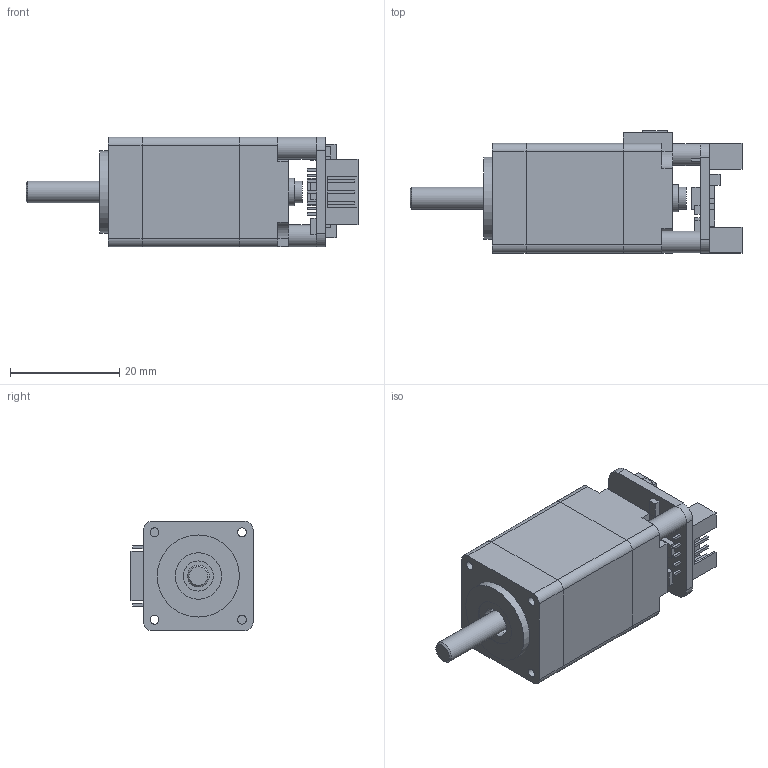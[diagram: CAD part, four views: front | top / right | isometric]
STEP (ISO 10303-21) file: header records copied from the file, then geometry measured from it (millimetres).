
FILE_DESCRIPTION(/* description */ (''),/* implementation_level */ '2;1');
FILE_NAME(/* name */ 'Zusammenbau v19.step',/* time_stamp */ '2019-05-15T16:23:22+02:00',/* author */ ('jakob.buesch'),/* organization */ (''),/* preprocessor_version */ 'ST-DEVELOPER v18',/* originating_system */ 'Autodesk Translation Framework v8.2.0.1029',/* authorisation */ '');
FILE_SCHEMA (('AUTOMOTIVE_DESIGN { 1 0 10303 214 3 1 1 }'));
Length unit declared in the file: millimetre
Products named in the file (6): Zusammenbau; Magnet; TMCM1210; Magnethülse_2_TMCM1210; Abstandshülse 7mm; 20SH33
Assembly tree (6 placements, depth 2):
  Zusammenbau
    Magnet
    TMCM1210
    Magnethülse_2_TMCM1210
    Abstandshülse 7mm  x2
    20SH33
Bounding box: 60.65 x 22.3 x 20 mm (x, y, z)
Volume: 11938 mm3; surface area: 10362 mm2
Topology: 32 solids, 32 shells, 270 faces, 608 edges, 409 vertices
Faces by surface type: plane 213, cylinder 53, cone 4
Full cylindrical faces by diameter (mm): 1.5 x2, 1.6 x12, 2.1 x2, 2.5 x2, 4 x6, 5 x1, 5.5 x1, 6.5 x1, 8.5 x1, 9 x3, 12 x1, 15 x1
Entity records: 7699 total; most frequent: CARTESIAN_POINT 1285, DIRECTION 1279, ORIENTED_EDGE 1202, EDGE_CURVE 601, LINE 481, VECTOR 481, VERTEX_POINT 405, AXIS2_PLACEMENT_3D 399
